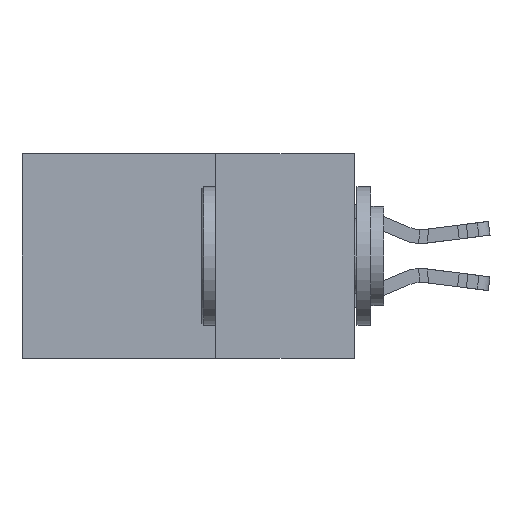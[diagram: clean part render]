
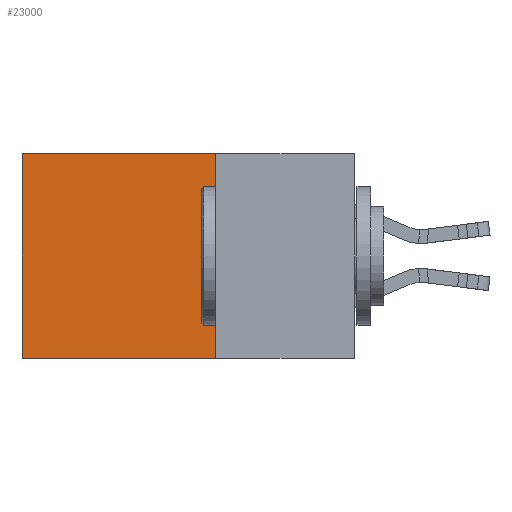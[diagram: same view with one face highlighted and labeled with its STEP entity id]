
A CAD part, left-side view. The second image highlights one B-rep face of the part: STEP entity #23000.
In plain terms, the highlighted planar face has unit normal (-1, 0, 0).
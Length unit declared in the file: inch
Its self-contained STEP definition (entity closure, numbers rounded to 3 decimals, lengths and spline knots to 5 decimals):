
#344 = VECTOR ( 'NONE', #31730, 39.37008 ) ;
#1204 = DIRECTION ( 'NONE',  ( 0., 0., -1. ) ) ;
#4548 = AXIS2_PLACEMENT_3D ( 'NONE', #23724, #16453, #1204 ) ;
#5345 = EDGE_LOOP ( 'NONE', ( #20790, #23607, #11591, #11428 ) ) ;
#6499 = VERTEX_POINT ( 'NONE', #20939 ) ;
#7142 = DIRECTION ( 'NONE',  ( 0., 0., -1. ) ) ;
#7190 = LINE ( 'NONE', #12172, #344 ) ;
#9291 = EDGE_CURVE ( 'NONE', #14589, #20059, #12510, .T. ) ;
#11428 = ORIENTED_EDGE ( 'NONE', *, *, #9291, .T. ) ;
#11591 = ORIENTED_EDGE ( 'NONE', *, *, #26334, .F. ) ;
#11628 = CARTESIAN_POINT ( 'NONE',  ( 0.298, 0.25, 0. ) ) ;
#11778 = LINE ( 'NONE', #25454, #17589 ) ;
#12172 = CARTESIAN_POINT ( 'NONE',  ( 0.298, 0.25, -0.37 ) ) ;
#12510 = LINE ( 'NONE', #11628, #18276 ) ;
#13226 = VECTOR ( 'NONE', #7142, 39.37008 ) ;
#13240 = DIRECTION ( 'NONE',  ( 0., 0., -1. ) ) ;
#14589 = VERTEX_POINT ( 'NONE', #22253 ) ;
#14738 = FACE_OUTER_BOUND ( 'NONE', #5345, .T. ) ;
#16453 = DIRECTION ( 'NONE',  ( 1., 0., 0. ) ) ;
#17199 = CARTESIAN_POINT ( 'NONE',  ( 0.298, 0.6, 0. ) ) ;
#17589 = VECTOR ( 'NONE', #13240, 39.37008 ) ;
#18276 = VECTOR ( 'NONE', #31198, 39.37008 ) ;
#18983 = VERTEX_POINT ( 'NONE', #28517 ) ;
#19756 = LINE ( 'NONE', #17199, #13226 ) ;
#20059 = VERTEX_POINT ( 'NONE', #24952 ) ;
#20790 = ORIENTED_EDGE ( 'NONE', *, *, #28009, .T. ) ;
#20939 = CARTESIAN_POINT ( 'NONE',  ( 0.298, 0.6, -0.37 ) ) ;
#21962 = EDGE_CURVE ( 'NONE', #18983, #6499, #7190, .T. ) ;
#22253 = CARTESIAN_POINT ( 'NONE',  ( 0.298, 0.25, 0. ) ) ;
#23000 = ADVANCED_FACE ( 'NONE', ( #14738 ), #31046, .F. ) ;
#23607 = ORIENTED_EDGE ( 'NONE', *, *, #21962, .F. ) ;
#23724 = CARTESIAN_POINT ( 'NONE',  ( 0.298, 0.25, 0. ) ) ;
#24952 = CARTESIAN_POINT ( 'NONE',  ( 0.298, 0.6, 0. ) ) ;
#25454 = CARTESIAN_POINT ( 'NONE',  ( 0.298, 0.25, 0. ) ) ;
#26334 = EDGE_CURVE ( 'NONE', #14589, #18983, #11778, .T. ) ;
#28009 = EDGE_CURVE ( 'NONE', #20059, #6499, #19756, .T. ) ;
#28517 = CARTESIAN_POINT ( 'NONE',  ( 0.298, 0.25, -0.37 ) ) ;
#31046 = PLANE ( 'NONE',  #4548 ) ;
#31198 = DIRECTION ( 'NONE',  ( 0., 1., 0. ) ) ;
#31730 = DIRECTION ( 'NONE',  ( 0., 1., 0. ) ) ;
